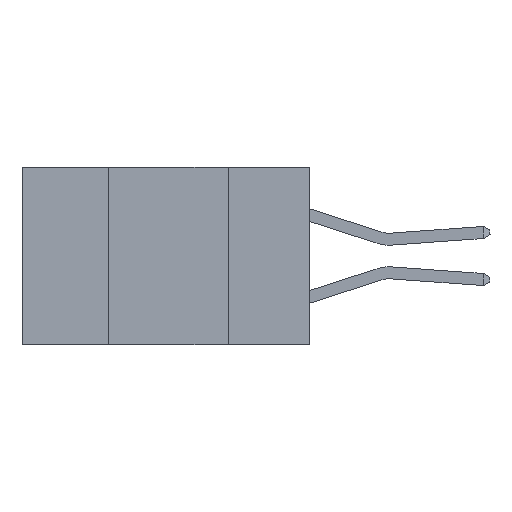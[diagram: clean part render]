
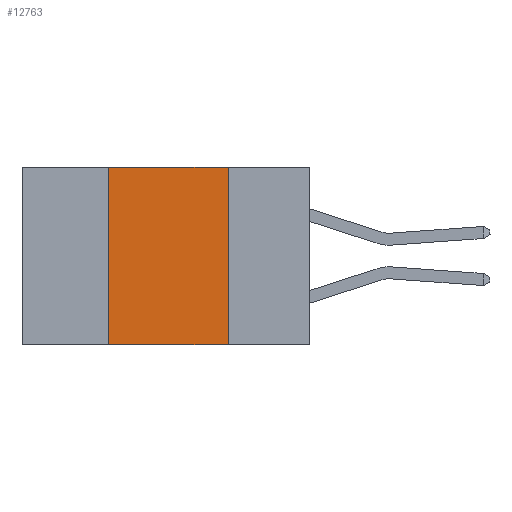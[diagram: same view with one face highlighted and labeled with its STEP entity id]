
A CAD part, left-side view. The second image highlights one B-rep face of the part: STEP entity #12763.
In plain terms, the highlighted planar face has unit normal (-1, 0, 0).
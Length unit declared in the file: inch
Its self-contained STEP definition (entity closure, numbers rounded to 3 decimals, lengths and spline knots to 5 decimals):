
#663 = AXIS2_PLACEMENT_3D ( 'NONE', #13568, #16069, #1233 ) ;
#716 = VECTOR ( 'NONE', #14100, 39.37008 ) ;
#1233 = DIRECTION ( 'NONE',  ( 0., 0., -1. ) ) ;
#1511 = VERTEX_POINT ( 'NONE', #10195 ) ;
#2789 = EDGE_CURVE ( 'NONE', #3780, #10793, #25226, .T. ) ;
#3384 = ORIENTED_EDGE ( 'NONE', *, *, #2789, .T. ) ;
#3558 = EDGE_CURVE ( 'NONE', #17779, #1511, #25166, .T. ) ;
#3780 = VERTEX_POINT ( 'NONE', #30998 ) ;
#4202 = EDGE_CURVE ( 'NONE', #1511, #10793, #11551, .T. ) ;
#6066 = DIRECTION ( 'NONE',  ( 0., 0., 1. ) ) ;
#9369 = CARTESIAN_POINT ( 'NONE',  ( 0., 0.17, 0. ) ) ;
#10195 = CARTESIAN_POINT ( 'NONE',  ( 0., 0.17, 0. ) ) ;
#10793 = VERTEX_POINT ( 'NONE', #27349 ) ;
#11186 = CARTESIAN_POINT ( 'NONE',  ( 0., 0.6, -0.37 ) ) ;
#11463 = CARTESIAN_POINT ( 'NONE',  ( 0., 0.6, 0. ) ) ;
#11551 = LINE ( 'NONE', #9369, #716 ) ;
#11899 = FACE_OUTER_BOUND ( 'NONE', #14293, .T. ) ;
#12005 = VECTOR ( 'NONE', #14046, 39.37008 ) ;
#12763 = ADVANCED_FACE ( 'NONE', ( #11899 ), #28393, .F. ) ;
#13568 = CARTESIAN_POINT ( 'NONE',  ( 0., 0.6, 0. ) ) ;
#14046 = DIRECTION ( 'NONE',  ( 0., -1., 0. ) ) ;
#14100 = DIRECTION ( 'NONE',  ( 0., 0., -1. ) ) ;
#14293 = EDGE_LOOP ( 'NONE', ( #16350, #28878, #27301, #3384 ) ) ;
#15310 = VECTOR ( 'NONE', #6066, 39.37008 ) ;
#16069 = DIRECTION ( 'NONE',  ( 1., 0., 0. ) ) ;
#16350 = ORIENTED_EDGE ( 'NONE', *, *, #4202, .F. ) ;
#17664 = CARTESIAN_POINT ( 'NONE',  ( 0., 0.42, 0. ) ) ;
#17779 = VERTEX_POINT ( 'NONE', #17664 ) ;
#17972 = EDGE_CURVE ( 'NONE', #3780, #17779, #18417, .T. ) ;
#17986 = CARTESIAN_POINT ( 'NONE',  ( 0., 0.42, 0. ) ) ;
#18417 = LINE ( 'NONE', #17986, #15310 ) ;
#25166 = LINE ( 'NONE', #11463, #12005 ) ;
#25226 = LINE ( 'NONE', #11186, #30592 ) ;
#25601 = DIRECTION ( 'NONE',  ( 0., -1., 0. ) ) ;
#27301 = ORIENTED_EDGE ( 'NONE', *, *, #17972, .F. ) ;
#27349 = CARTESIAN_POINT ( 'NONE',  ( 0., 0.17, -0.37 ) ) ;
#28393 = PLANE ( 'NONE',  #663 ) ;
#28878 = ORIENTED_EDGE ( 'NONE', *, *, #3558, .F. ) ;
#30592 = VECTOR ( 'NONE', #25601, 39.37008 ) ;
#30998 = CARTESIAN_POINT ( 'NONE',  ( 0., 0.42, -0.37 ) ) ;
